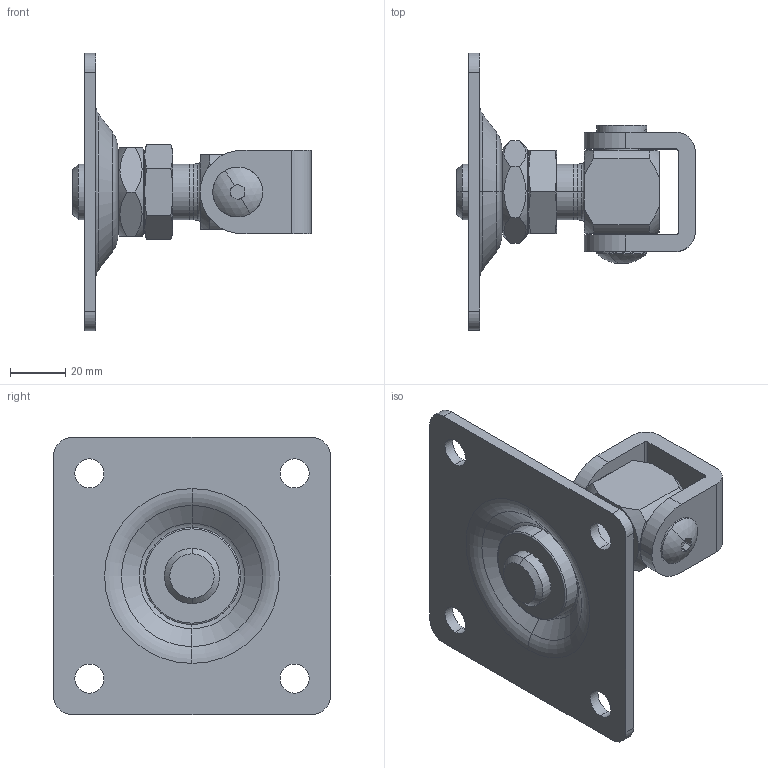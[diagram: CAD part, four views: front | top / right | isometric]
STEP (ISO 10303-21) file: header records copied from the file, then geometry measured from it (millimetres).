
FILE_DESCRIPTION (( 'STEP AP214' ), '1' );
FILE_NAME ('D4_53-M20-K.STEP', '2021-08-25T12:31:18', ( '' ), ( '' ), 'SwSTEP 2.0', 'SolidWorks 2019', '' );
FILE_SCHEMA (( 'AUTOMOTIVE_DESIGN' ));
Length unit declared in the file: millimetre
Products named in the file (11): D4_53-M20-K; D4-53-M20 P1; D4-53-M20 P2; M8x10 P4 P7; D4-53-M20 P5; D4-53-M20 P6; MATICA DIN 439(MATICA M20); D4-53-M20 P4; D4-53-M20 P3
Assembly tree (10 placements, depth 3):
  D4_53-M20-K
    D4-53-M20 P2
      D4-53-M20 P5
      D4-53-M20 P6
      D4-53-M20 P4
    D4-53-M20 P1
      D4-53-M20 P2
      D4-53-M20 P3
      M8x10 P4 P7
      D4-53-M20 P1
    MATICA DIN 439(MATICA M20)
Bounding box: 86 x 100 x 100 mm (x, y, z)
Volume: 108243.5 mm3; surface area: 49788.4 mm2
Topology: 8 solids, 8 shells, 1051 faces, 2430 edges, 1599 vertices
Faces by surface type: plane 903, cylinder 73, cone 56, torus 14, bspline 3, sphere 2
Entity records: 30590 total; most frequent: CARTESIAN_POINT 5760, DIRECTION 5089, ORIENTED_EDGE 4856, EDGE_CURVE 2428, AXIS2_PLACEMENT_3D 1720, LINE 1649, VECTOR 1649, VERTEX_POINT 1599
